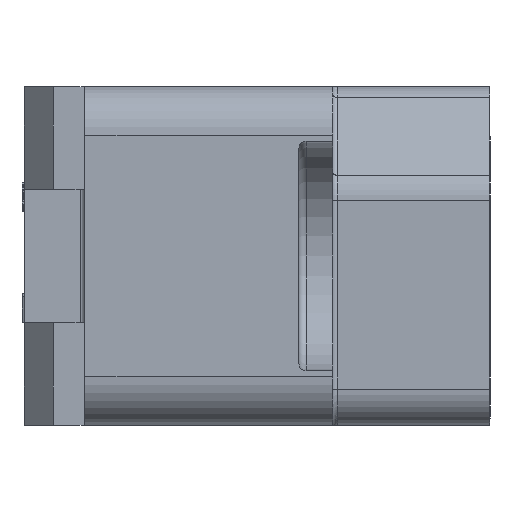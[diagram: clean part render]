
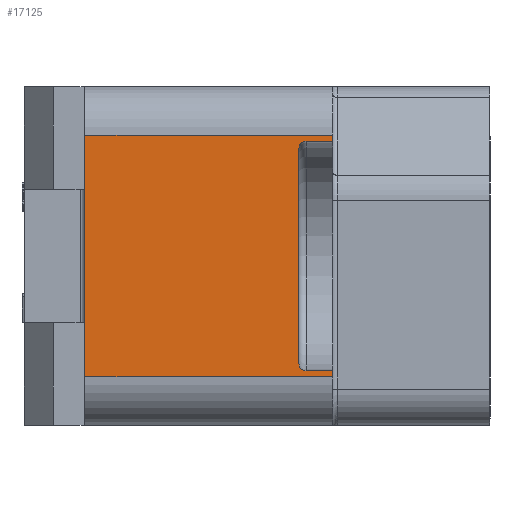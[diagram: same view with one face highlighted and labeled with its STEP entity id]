
A CAD part, left-side view. The second image highlights one B-rep face of the part: STEP entity #17125.
In plain terms, the highlighted planar face has unit normal (-1, 0, 0).
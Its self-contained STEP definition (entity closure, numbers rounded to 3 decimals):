
#2619=DIRECTION('',(0.,0.,-1.));
#2620=VECTOR('',#2619,10.);
#2621=CARTESIAN_POINT('',(-40.,10.25,5.));
#2622=LINE('',#2621,#2620);
#2672=DIRECTION('',(0.,-1.,0.));
#2673=VECTOR('',#2672,10.25);
#2674=CARTESIAN_POINT('',(-40.,10.25,5.));
#2675=LINE('',#2674,#2673);
#2830=DIRECTION('',(0.,1.,0.));
#2831=VECTOR('',#2830,10.25);
#2832=CARTESIAN_POINT('',(-40.,0.,-5.));
#2833=LINE('',#2832,#2831);
#2839=DIRECTION('',(0.,0.,1.));
#2840=VECTOR('',#2839,8.9);
#2841=CARTESIAN_POINT('',(-40.,1.4,-4.45));
#2842=LINE('',#2841,#2840);
#2843=DIRECTION('',(0.,1.,0.));
#2844=VECTOR('',#2843,1.1);
#2845=CARTESIAN_POINT('',(-40.,0.,-4.75));
#2846=LINE('',#2845,#2844);
#2847=DIRECTION('',(0.,0.,-1.));
#2848=VECTOR('',#2847,0.25);
#2849=CARTESIAN_POINT('',(-40.,0.,-4.75));
#2850=LINE('',#2849,#2848);
#2851=DIRECTION('',(0.,0.,-1.));
#2852=VECTOR('',#2851,0.25);
#2853=CARTESIAN_POINT('',(-40.,0.,5.));
#2854=LINE('',#2853,#2852);
#2855=DIRECTION('',(0.,1.,0.));
#2856=VECTOR('',#2855,1.1);
#2857=CARTESIAN_POINT('',(-40.,0.,4.75));
#2858=LINE('',#2857,#2856);
#2882=CARTESIAN_POINT('',(-40.,1.1,-4.45));
#2883=DIRECTION('',(1.,0.,0.));
#2884=DIRECTION('',(0.,0.,-1.));
#2885=AXIS2_PLACEMENT_3D('',#2882,#2883,#2884);
#2906=CARTESIAN_POINT('',(-40.,1.1,4.45));
#2907=DIRECTION('',(1.,0.,0.));
#2908=DIRECTION('',(0.,1.,0.));
#2909=AXIS2_PLACEMENT_3D('',#2906,#2907,#2908);
#11665=CARTESIAN_POINT('',(-40.,0.,5.));
#11666=VERTEX_POINT('',#11665);
#11667=CARTESIAN_POINT('',(-40.,10.25,5.));
#11668=VERTEX_POINT('',#11667);
#11673=CARTESIAN_POINT('',(-40.,10.25,-5.));
#11674=VERTEX_POINT('',#11673);
#11675=CARTESIAN_POINT('',(-40.,0.,-5.));
#11676=VERTEX_POINT('',#11675);
#11685=CARTESIAN_POINT('',(-40.,0.,-4.75));
#11687=VERTEX_POINT('',#11685);
#11691=CARTESIAN_POINT('',(-40.,0.,4.75));
#11692=VERTEX_POINT('',#11691);
#11934=CARTESIAN_POINT('',(-40.,1.4,-4.45));
#11936=VERTEX_POINT('',#11934);
#11938=CARTESIAN_POINT('',(-40.,1.1,-4.75));
#11940=VERTEX_POINT('',#11938);
#11945=CARTESIAN_POINT('',(-40.,1.4,4.45));
#11946=VERTEX_POINT('',#11945);
#11947=CARTESIAN_POINT('',(-40.,1.1,4.75));
#11948=VERTEX_POINT('',#11947);
#17103=CARTESIAN_POINT('',(-40.,0.,7.));
#17104=DIRECTION('',(-1.,0.,0.));
#17105=DIRECTION('',(0.,1.,0.));
#17106=AXIS2_PLACEMENT_3D('',#17103,#17104,#17105);
#17107=PLANE('',#17106);
#17109=ORIENTED_EDGE('',*,*,#17108,.F.);
#17111=ORIENTED_EDGE('',*,*,#17110,.F.);
#17113=ORIENTED_EDGE('',*,*,#17112,.F.);
#17114=ORIENTED_EDGE('',*,*,#16934,.T.);
#17115=ORIENTED_EDGE('',*,*,#17097,.T.);
#17116=ORIENTED_EDGE('',*,*,#16866,.F.);
#17117=ORIENTED_EDGE('',*,*,#16918,.T.);
#17118=ORIENTED_EDGE('',*,*,#16942,.T.);
#17120=ORIENTED_EDGE('',*,*,#17119,.T.);
#17122=ORIENTED_EDGE('',*,*,#17121,.F.);
#17123=EDGE_LOOP('',(#17109,#17111,#17113,#17114,#17115,#17116,#17117,#17118,
#17120,#17122));
#17124=FACE_OUTER_BOUND('',#17123,.F.);
#17125=ADVANCED_FACE('',(#17124),#17107,.T.);
#2886=CIRCLE('',#2885,0.3);
#2910=CIRCLE('',#2909,0.3);
#16866=EDGE_CURVE('',#11668,#11674,#2622,.T.);
#16918=EDGE_CURVE('',#11668,#11666,#2675,.T.);
#16934=EDGE_CURVE('',#11687,#11676,#2850,.T.);
#16942=EDGE_CURVE('',#11666,#11692,#2854,.T.);
#17097=EDGE_CURVE('',#11676,#11674,#2833,.T.);
#17108=EDGE_CURVE('',#11936,#11946,#2842,.T.);
#17110=EDGE_CURVE('',#11940,#11936,#2886,.T.);
#17112=EDGE_CURVE('',#11687,#11940,#2846,.T.);
#17119=EDGE_CURVE('',#11692,#11948,#2858,.T.);
#17121=EDGE_CURVE('',#11946,#11948,#2910,.T.);
